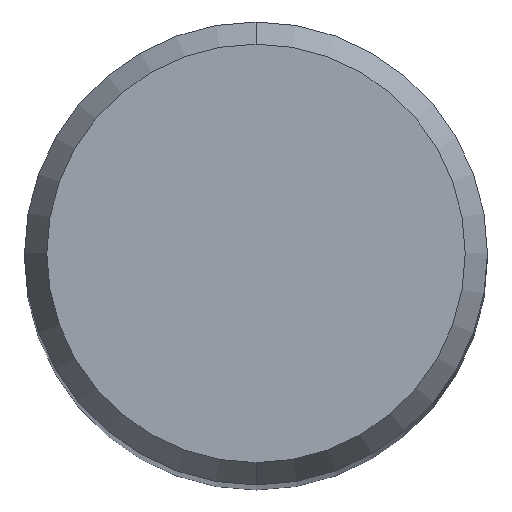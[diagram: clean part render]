
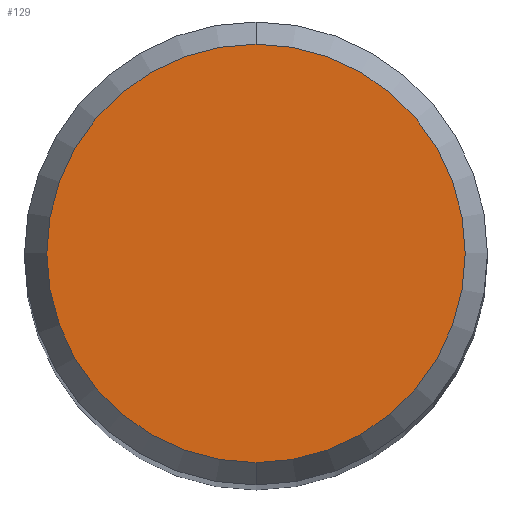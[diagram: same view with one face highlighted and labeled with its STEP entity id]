
A CAD part, top view. The second image highlights one B-rep face of the part: STEP entity #129.
In plain terms, the highlighted planar face has unit normal (0, 0, 1).
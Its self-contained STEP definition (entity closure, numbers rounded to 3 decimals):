
#99=EDGE_CURVE('',#147,#221,#250,.T.);
#129=ADVANCED_FACE('',(#283),#284,.T.);
#147=VERTEX_POINT('',#303);
#215=EDGE_CURVE('',#221,#147,#380,.T.);
#221=VERTEX_POINT('',#388);
#250=CIRCLE('',#411,2.158);
#283=FACE_OUTER_BOUND('',#451,.T.);
#284=PLANE('',#452);
#303=CARTESIAN_POINT('',(0.,-2.158,0.));
#380=CIRCLE('',#578,2.158);
#388=CARTESIAN_POINT('',(0.0,2.158,0.));
#411=AXIS2_PLACEMENT_3D('',#601,#602,#603);
#451=EDGE_LOOP('',(#642,#643));
#452=AXIS2_PLACEMENT_3D('',#644,#645,#646);
#578=AXIS2_PLACEMENT_3D('',#759,#760,#761);
#601=CARTESIAN_POINT('',(0.0,0.0,0.));
#602=DIRECTION('',(0.0,0.0,-1.0));
#603=DIRECTION('',(0.0,1.0,0.0));
#642=ORIENTED_EDGE('',*,*,#215,.F.);
#643=ORIENTED_EDGE('',*,*,#99,.F.);
#644=CARTESIAN_POINT('',(0.0,1.079,0.));
#645=DIRECTION('',(-0.0,0.0,1.0));
#646=DIRECTION('',(0.0,-1.0,0.0));
#759=CARTESIAN_POINT('',(0.0,0.0,0.));
#760=DIRECTION('',(0.0,0.0,-1.0));
#761=DIRECTION('',(0.0,1.0,0.0));
